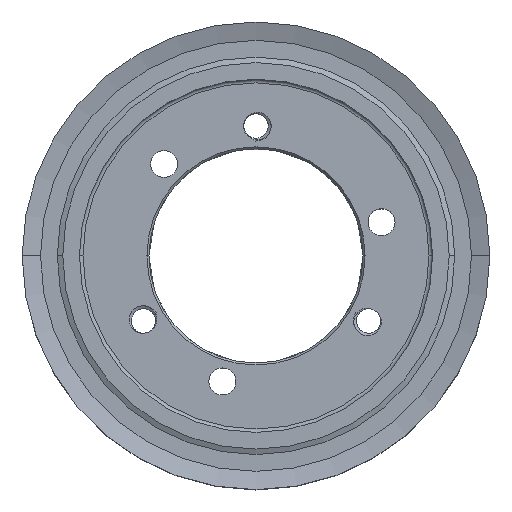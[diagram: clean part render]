
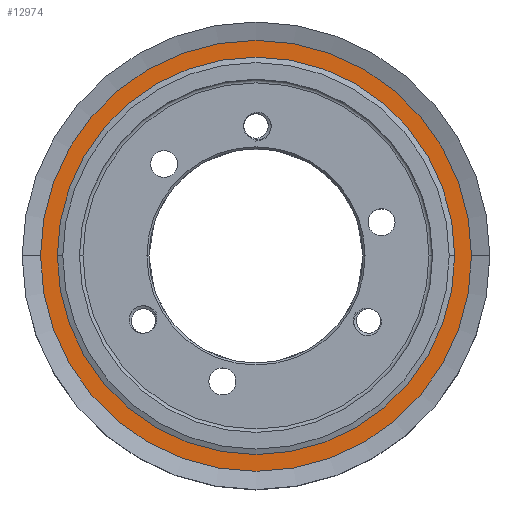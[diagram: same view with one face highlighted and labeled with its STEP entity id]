
A CAD part, top view. The second image highlights one B-rep face of the part: STEP entity #12974.
In plain terms, the highlighted planar face has unit normal (0, 0, 1).
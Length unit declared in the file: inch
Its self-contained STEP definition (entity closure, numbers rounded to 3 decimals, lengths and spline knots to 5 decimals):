
#290 = EDGE_CURVE ( 'NONE', #23411, #21947, #23494, .T. ) ;
#467 = CIRCLE ( 'NONE', #18338, 2.5318 ) ;
#1083 = DIRECTION ( 'NONE',  ( 1., 0., 0. ) ) ;
#1104 = DIRECTION ( 'NONE',  ( 0., 0., 1. ) ) ;
#2060 = ORIENTED_EDGE ( 'NONE', *, *, #18473, .F. ) ;
#2495 = VERTEX_POINT ( 'NONE', #8583 ) ;
#3405 = CARTESIAN_POINT ( 'NONE',  ( 2.7459, 0., 1.1395 ) ) ;
#4098 = EDGE_CURVE ( 'NONE', #21947, #23411, #18027, .T. ) ;
#4609 = EDGE_LOOP ( 'NONE', ( #2060, #12581 ) ) ;
#5415 = PLANE ( 'NONE',  #10918 ) ;
#5584 = DIRECTION ( 'NONE',  ( 0., 0., 1. ) ) ;
#6351 = ORIENTED_EDGE ( 'NONE', *, *, #4098, .T. ) ;
#6374 = DIRECTION ( 'NONE',  ( 0., 0., 1. ) ) ;
#7681 = CARTESIAN_POINT ( 'NONE',  ( -2.5318, 0., 1.1395 ) ) ;
#7744 = EDGE_CURVE ( 'NONE', #2495, #12270, #11235, .T. ) ;
#8158 = CARTESIAN_POINT ( 'NONE',  ( 0., 0., 1.1395 ) ) ;
#8583 = CARTESIAN_POINT ( 'NONE',  ( 2.5318, 0., 1.1395 ) ) ;
#9189 = AXIS2_PLACEMENT_3D ( 'NONE', #15290, #13392, #21223 ) ;
#9994 = EDGE_LOOP ( 'NONE', ( #16811, #6351 ) ) ;
#10090 = FACE_OUTER_BOUND ( 'NONE', #9994, .T. ) ;
#10918 = AXIS2_PLACEMENT_3D ( 'NONE', #15400, #5584, #17197 ) ;
#11235 = CIRCLE ( 'NONE', #9189, 2.5318 ) ;
#12270 = VERTEX_POINT ( 'NONE', #7681 ) ;
#12581 = ORIENTED_EDGE ( 'NONE', *, *, #7744, .F. ) ;
#12895 = CARTESIAN_POINT ( 'NONE',  ( 0., 0., 1.1395 ) ) ;
#12974 = ADVANCED_FACE ( 'NONE', ( #10090, #24425 ), #5415, .T. ) ;
#13392 = DIRECTION ( 'NONE',  ( 0., 0., 1. ) ) ;
#13605 = CARTESIAN_POINT ( 'NONE',  ( -2.7459, 0., 1.1395 ) ) ;
#14768 = DIRECTION ( 'NONE',  ( 1., 0., 0. ) ) ;
#15290 = CARTESIAN_POINT ( 'NONE',  ( 0., 0., 1.1395 ) ) ;
#15400 = CARTESIAN_POINT ( 'NONE',  ( 0., 2.7459, 1.1395 ) ) ;
#16184 = DIRECTION ( 'NONE',  ( 1., 0., 0. ) ) ;
#16811 = ORIENTED_EDGE ( 'NONE', *, *, #290, .T. ) ;
#17197 = DIRECTION ( 'NONE',  ( 1., 0., 0. ) ) ;
#18027 = CIRCLE ( 'NONE', #18443, 2.7459 ) ;
#18338 = AXIS2_PLACEMENT_3D ( 'NONE', #18915, #24482, #1083 ) ;
#18443 = AXIS2_PLACEMENT_3D ( 'NONE', #8158, #6374, #16184 ) ;
#18473 = EDGE_CURVE ( 'NONE', #12270, #2495, #467, .T. ) ;
#18915 = CARTESIAN_POINT ( 'NONE',  ( 0., 0., 1.1395 ) ) ;
#20497 = AXIS2_PLACEMENT_3D ( 'NONE', #12895, #1104, #14768 ) ;
#21223 = DIRECTION ( 'NONE',  ( 1., 0., 0. ) ) ;
#21947 = VERTEX_POINT ( 'NONE', #13605 ) ;
#23411 = VERTEX_POINT ( 'NONE', #3405 ) ;
#23494 = CIRCLE ( 'NONE', #20497, 2.7459 ) ;
#24425 = FACE_BOUND ( 'NONE', #4609, .T. ) ;
#24482 = DIRECTION ( 'NONE',  ( 0., 0., 1. ) ) ;
